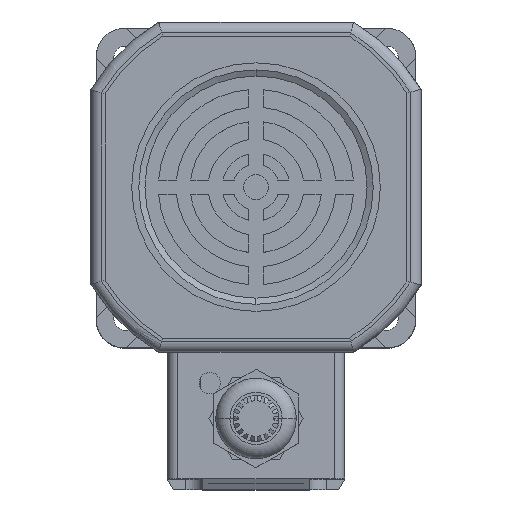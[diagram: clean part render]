
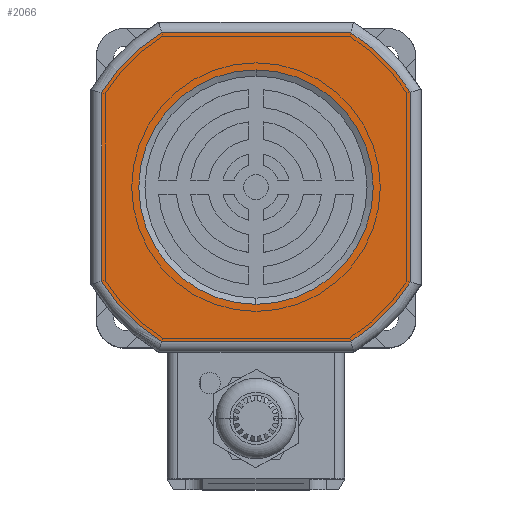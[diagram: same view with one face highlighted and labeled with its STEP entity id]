
A CAD part, top view. The second image highlights one B-rep face of the part: STEP entity #2066.
In plain terms, the highlighted face is planar.
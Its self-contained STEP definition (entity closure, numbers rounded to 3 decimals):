
#124 = DIRECTION ( 'NONE',  ( 0., -1., 0. ) ) ;
#508 = VERTEX_POINT ( 'NONE', #3330 ) ;
#774 = CARTESIAN_POINT ( 'NONE',  ( 43.5, 0., 0. ) ) ;
#1230 = DIRECTION ( 'NONE',  ( 0., 0., -1. ) ) ;
#1467 = CIRCLE ( 'NONE', #9750, 51. ) ;
#1912 = VECTOR ( 'NONE', #26612, 1000. ) ;
#2066 = ADVANCED_FACE ( 'NONE', ( #21581, #6223 ), #11221, .F. ) ;
#2068 = EDGE_CURVE ( 'NONE', #5923, #3430, #15796, .T. ) ;
#2216 = AXIS2_PLACEMENT_3D ( 'NONE', #13162, #124, #15333 ) ;
#2538 = ORIENTED_EDGE ( 'NONE', *, *, #3076, .F. ) ;
#2594 = CARTESIAN_POINT ( 'NONE',  ( 0., 0., 0. ) ) ;
#2735 = EDGE_LOOP ( 'NONE', ( #2538, #12188 ) ) ;
#3076 = EDGE_CURVE ( 'NONE', #6930, #8640, #11308, .T. ) ;
#3330 = CARTESIAN_POINT ( 'NONE',  ( -43.5, 0., 26.54 ) ) ;
#3430 = VERTEX_POINT ( 'NONE', #12749 ) ;
#4469 = AXIS2_PLACEMENT_3D ( 'NONE', #9234, #24495, #11445 ) ;
#4797 = DIRECTION ( 'NONE',  ( 0., 0., -1. ) ) ;
#5409 = CARTESIAN_POINT ( 'NONE',  ( 43.5, 0., -26.705 ) ) ;
#5923 = VERTEX_POINT ( 'NONE', #20190 ) ;
#6223 = FACE_BOUND ( 'NONE', #2735, .T. ) ;
#6930 = VERTEX_POINT ( 'NONE', #26783 ) ;
#7000 = CIRCLE ( 'NONE', #8267, 33. ) ;
#7326 = CARTESIAN_POINT ( 'NONE',  ( 0.05, 0., 0. ) ) ;
#7416 = EDGE_CURVE ( 'NONE', #26050, #23559, #13525, .T. ) ;
#7461 = CARTESIAN_POINT ( 'NONE',  ( 0., 0., 33. ) ) ;
#8267 = AXIS2_PLACEMENT_3D ( 'NONE', #2594, #17865, #4797 ) ;
#8640 = VERTEX_POINT ( 'NONE', #7461 ) ;
#9099 = DIRECTION ( 'NONE',  ( 0., -1., 0. ) ) ;
#9234 = CARTESIAN_POINT ( 'NONE',  ( 0., 0., 0. ) ) ;
#9255 = EDGE_CURVE ( 'NONE', #3430, #508, #14197, .T. ) ;
#9505 = DIRECTION ( 'NONE',  ( 0., 0., 1. ) ) ;
#9511 = DIRECTION ( 'NONE',  ( 0., 0., 1. ) ) ;
#9718 = VECTOR ( 'NONE', #1230, 1000. ) ;
#9750 = AXIS2_PLACEMENT_3D ( 'NONE', #22188, #9099, #24373 ) ;
#9809 = CARTESIAN_POINT ( 'NONE',  ( 0.05, 0., 0. ) ) ;
#9934 = EDGE_CURVE ( 'NONE', #8640, #6930, #7000, .T. ) ;
#10465 = EDGE_CURVE ( 'NONE', #508, #21618, #26451, .T. ) ;
#10660 = VECTOR ( 'NONE', #26472, 1000. ) ;
#11221 = PLANE ( 'NONE',  #12508 ) ;
#11308 = CIRCLE ( 'NONE', #4469, 33. ) ;
#11315 = DIRECTION ( 'NONE',  ( 0., 1., 0. ) ) ;
#11362 = CARTESIAN_POINT ( 'NONE',  ( 0.05, 0., -43.5 ) ) ;
#11445 = DIRECTION ( 'NONE',  ( 0., 0., -1. ) ) ;
#12016 = DIRECTION ( 'NONE',  ( 0., 0., 1. ) ) ;
#12188 = ORIENTED_EDGE ( 'NONE', *, *, #9934, .F. ) ;
#12508 = AXIS2_PLACEMENT_3D ( 'NONE', #22185, #11315, #26571 ) ;
#12551 = CARTESIAN_POINT ( 'NONE',  ( 26.673, 0., -43.5 ) ) ;
#12657 = EDGE_CURVE ( 'NONE', #21438, #5923, #27012, .T. ) ;
#12749 = CARTESIAN_POINT ( 'NONE',  ( -26.572, 0., 43.5 ) ) ;
#13162 = CARTESIAN_POINT ( 'NONE',  ( 0.05, 0., 0. ) ) ;
#13496 = CARTESIAN_POINT ( 'NONE',  ( 0.05, 0., 43.5 ) ) ;
#13525 = LINE ( 'NONE', #11362, #1912 ) ;
#13788 = EDGE_LOOP ( 'NONE', ( #21799, #15551, #27293, #24307, #15028, #26393, #25365, #19634 ) ) ;
#14197 = CIRCLE ( 'NONE', #15780, 51. ) ;
#15028 = ORIENTED_EDGE ( 'NONE', *, *, #21377, .T. ) ;
#15254 = LINE ( 'NONE', #774, #21077 ) ;
#15333 = DIRECTION ( 'NONE',  ( 0., 0., 1. ) ) ;
#15551 = ORIENTED_EDGE ( 'NONE', *, *, #27136, .T. ) ;
#15780 = AXIS2_PLACEMENT_3D ( 'NONE', #9809, #25086, #12016 ) ;
#15796 = LINE ( 'NONE', #13496, #10660 ) ;
#16493 = CARTESIAN_POINT ( 'NONE',  ( -43.5, 0., 0. ) ) ;
#17326 = EDGE_CURVE ( 'NONE', #23559, #18546, #1467, .T. ) ;
#17345 = CARTESIAN_POINT ( 'NONE',  ( -26.572, 0., -43.5 ) ) ;
#17865 = DIRECTION ( 'NONE',  ( 0., -1., 0. ) ) ;
#18506 = CARTESIAN_POINT ( 'NONE',  ( 43.5, 0., 26.705 ) ) ;
#18546 = VERTEX_POINT ( 'NONE', #5409 ) ;
#19261 = CARTESIAN_POINT ( 'NONE',  ( -43.5, 0., -26.54 ) ) ;
#19634 = ORIENTED_EDGE ( 'NONE', *, *, #9255, .T. ) ;
#20190 = CARTESIAN_POINT ( 'NONE',  ( 26.673, 0., 43.5 ) ) ;
#20963 = AXIS2_PLACEMENT_3D ( 'NONE', #7326, #22590, #9511 ) ;
#21077 = VECTOR ( 'NONE', #9505, 1000. ) ;
#21377 = EDGE_CURVE ( 'NONE', #18546, #21438, #15254, .T. ) ;
#21438 = VERTEX_POINT ( 'NONE', #18506 ) ;
#21581 = FACE_OUTER_BOUND ( 'NONE', #13788, .T. ) ;
#21618 = VERTEX_POINT ( 'NONE', #19261 ) ;
#21799 = ORIENTED_EDGE ( 'NONE', *, *, #10465, .T. ) ;
#22185 = CARTESIAN_POINT ( 'NONE',  ( 0.05, 0., 0. ) ) ;
#22188 = CARTESIAN_POINT ( 'NONE',  ( 0.05, 0., 0. ) ) ;
#22323 = CIRCLE ( 'NONE', #2216, 51. ) ;
#22590 = DIRECTION ( 'NONE',  ( 0., -1., 0. ) ) ;
#23559 = VERTEX_POINT ( 'NONE', #12551 ) ;
#24307 = ORIENTED_EDGE ( 'NONE', *, *, #17326, .T. ) ;
#24373 = DIRECTION ( 'NONE',  ( 0., 0., 1. ) ) ;
#24495 = DIRECTION ( 'NONE',  ( 0., -1., 0. ) ) ;
#25086 = DIRECTION ( 'NONE',  ( 0., -1., 0. ) ) ;
#25365 = ORIENTED_EDGE ( 'NONE', *, *, #2068, .T. ) ;
#26050 = VERTEX_POINT ( 'NONE', #17345 ) ;
#26393 = ORIENTED_EDGE ( 'NONE', *, *, #12657, .T. ) ;
#26451 = LINE ( 'NONE', #16493, #9718 ) ;
#26472 = DIRECTION ( 'NONE',  ( -1., 0., 0. ) ) ;
#26571 = DIRECTION ( 'NONE',  ( 0., 0., 1. ) ) ;
#26612 = DIRECTION ( 'NONE',  ( 1., 0., 0. ) ) ;
#26783 = CARTESIAN_POINT ( 'NONE',  ( 0., 0., -33. ) ) ;
#27012 = CIRCLE ( 'NONE', #20963, 51. ) ;
#27136 = EDGE_CURVE ( 'NONE', #21618, #26050, #22323, .T. ) ;
#27293 = ORIENTED_EDGE ( 'NONE', *, *, #7416, .T. ) ;
